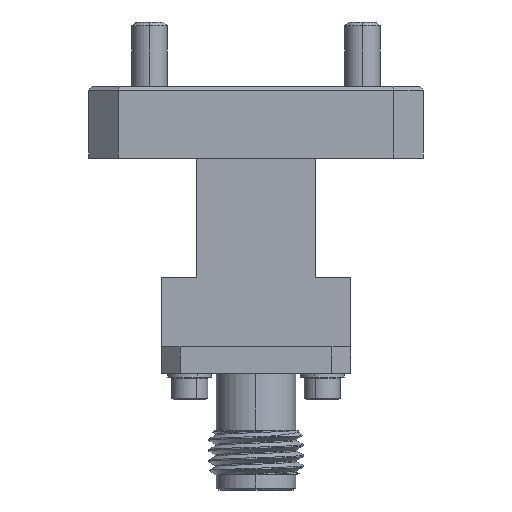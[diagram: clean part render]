
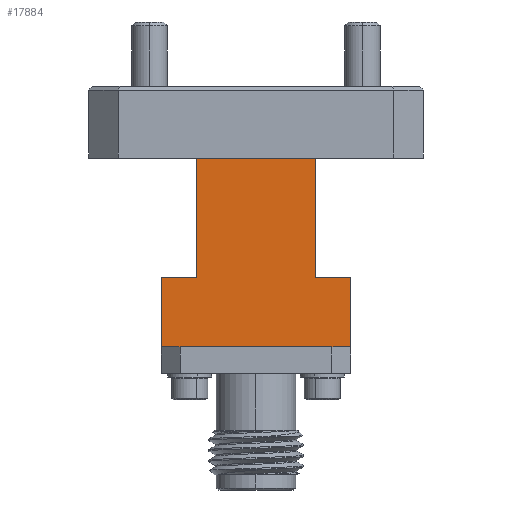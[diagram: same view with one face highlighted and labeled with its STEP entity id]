
A CAD part, left-side view. The second image highlights one B-rep face of the part: STEP entity #17884.
In plain terms, the highlighted planar face has unit normal (-1, 0, 0).
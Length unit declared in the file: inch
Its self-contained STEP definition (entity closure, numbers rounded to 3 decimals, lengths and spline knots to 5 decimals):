
#138 = DIRECTION ( 'NONE',  ( 0., 0., -1. ) ) ;
#199 = LINE ( 'NONE', #19329, #2105 ) ;
#251 = ORIENTED_EDGE ( 'NONE', *, *, #7041, .T. ) ;
#680 = ORIENTED_EDGE ( 'NONE', *, *, #18258, .F. ) ;
#955 = DIRECTION ( 'NONE',  ( 0., 0., 1. ) ) ;
#1137 = LINE ( 'NONE', #12933, #16981 ) ;
#1194 = CARTESIAN_POINT ( 'NONE',  ( -0.25, -0.25, -0.68599 ) ) ;
#1238 = VERTEX_POINT ( 'NONE', #9485 ) ;
#1601 = PLANE ( 'NONE',  #11476 ) ;
#1701 = CARTESIAN_POINT ( 'NONE',  ( -0.25, 0.25, -0.50394 ) ) ;
#2018 = EDGE_CURVE ( 'NONE', #10997, #17252, #2433, .T. ) ;
#2039 = ORIENTED_EDGE ( 'NONE', *, *, #11944, .T. ) ;
#2073 = VERTEX_POINT ( 'NONE', #1701 ) ;
#2105 = VECTOR ( 'NONE', #955, 39.37008 ) ;
#2289 = EDGE_CURVE ( 'NONE', #14326, #7662, #16116, .T. ) ;
#2433 = LINE ( 'NONE', #3303, #6991 ) ;
#2527 = DIRECTION ( 'NONE',  ( 0., -1., 0. ) ) ;
#2587 = VERTEX_POINT ( 'NONE', #1194 ) ;
#2667 = DIRECTION ( 'NONE',  ( 0., 0., -1. ) ) ;
#3033 = CARTESIAN_POINT ( 'NONE',  ( -0.25, -0.25, -0.68599 ) ) ;
#3303 = CARTESIAN_POINT ( 'NONE',  ( -0.25, -0.25, -0.68599 ) ) ;
#3962 = EDGE_CURVE ( 'NONE', #10674, #2073, #8368, .T. ) ;
#4305 = VECTOR ( 'NONE', #13869, 39.37008 ) ;
#4471 = CARTESIAN_POINT ( 'NONE',  ( -0.25, -0.25, -0.50394 ) ) ;
#5366 = VERTEX_POINT ( 'NONE', #19852 ) ;
#5508 = LINE ( 'NONE', #13635, #8832 ) ;
#5760 = EDGE_LOOP ( 'NONE', ( #6328, #13369, #8507, #7065, #14706, #2039, #16602, #680, #5797, #251 ) ) ;
#5797 = ORIENTED_EDGE ( 'NONE', *, *, #3962, .F. ) ;
#6087 = CARTESIAN_POINT ( 'NONE',  ( -0.25, 0.25, -1.3931 ) ) ;
#6125 = EDGE_CURVE ( 'NONE', #1238, #14326, #13142, .T. ) ;
#6328 = ORIENTED_EDGE ( 'NONE', *, *, #2018, .F. ) ;
#6876 = CARTESIAN_POINT ( 'NONE',  ( -0.25, -0.2, -0.68599 ) ) ;
#6991 = VECTOR ( 'NONE', #17150, 39.37008 ) ;
#7041 = EDGE_CURVE ( 'NONE', #10674, #17252, #19375, .T. ) ;
#7065 = ORIENTED_EDGE ( 'NONE', *, *, #2289, .F. ) ;
#7582 = DIRECTION ( 'NONE',  ( 0., 0., 1. ) ) ;
#7662 = VERTEX_POINT ( 'NONE', #4471 ) ;
#7826 = VECTOR ( 'NONE', #2667, 39.37008 ) ;
#8368 = LINE ( 'NONE', #6087, #4305 ) ;
#8487 = CARTESIAN_POINT ( 'NONE',  ( -0.25, 0.2, -0.68599 ) ) ;
#8489 = EDGE_CURVE ( 'NONE', #2587, #7662, #16694, .T. ) ;
#8507 = ORIENTED_EDGE ( 'NONE', *, *, #8489, .T. ) ;
#8832 = VECTOR ( 'NONE', #19876, 39.37008 ) ;
#9116 = CARTESIAN_POINT ( 'NONE',  ( -0.25, -0.25, -1.3931 ) ) ;
#9485 = CARTESIAN_POINT ( 'NONE',  ( -0.25, -0.15748, -0.18898 ) ) ;
#9593 = DIRECTION ( 'NONE',  ( 0., 1., 0. ) ) ;
#9886 = DIRECTION ( 'NONE',  ( 0., -1., 0. ) ) ;
#9993 = FACE_OUTER_BOUND ( 'NONE', #5760, .T. ) ;
#10028 = CARTESIAN_POINT ( 'NONE',  ( -0.25, 0.25, -0.68599 ) ) ;
#10472 = CARTESIAN_POINT ( 'NONE',  ( -0.25, -0.15748, -1.3931 ) ) ;
#10674 = VERTEX_POINT ( 'NONE', #10028 ) ;
#10799 = VECTOR ( 'NONE', #2527, 39.37008 ) ;
#10829 = DIRECTION ( 'NONE',  ( 1., 0., 0. ) ) ;
#10997 = VERTEX_POINT ( 'NONE', #6876 ) ;
#11075 = CARTESIAN_POINT ( 'NONE',  ( -0.25, 0.15748, -0.50394 ) ) ;
#11476 = AXIS2_PLACEMENT_3D ( 'NONE', #13805, #10829, #138 ) ;
#11944 = EDGE_CURVE ( 'NONE', #1238, #5366, #19735, .T. ) ;
#12769 = VECTOR ( 'NONE', #9593, 39.37008 ) ;
#12933 = CARTESIAN_POINT ( 'NONE',  ( -0.25, -0.25, -0.50394 ) ) ;
#13067 = VERTEX_POINT ( 'NONE', #11075 ) ;
#13142 = LINE ( 'NONE', #10472, #7826 ) ;
#13369 = ORIENTED_EDGE ( 'NONE', *, *, #15010, .T. ) ;
#13635 = CARTESIAN_POINT ( 'NONE',  ( -0.25, -0.25, -0.68599 ) ) ;
#13805 = CARTESIAN_POINT ( 'NONE',  ( -0.25, -0.25, -0.75599 ) ) ;
#13829 = DIRECTION ( 'NONE',  ( 0., -1., 0. ) ) ;
#13869 = DIRECTION ( 'NONE',  ( 0., 0., 1. ) ) ;
#14326 = VERTEX_POINT ( 'NONE', #14870 ) ;
#14603 = VECTOR ( 'NONE', #13829, 39.37008 ) ;
#14706 = ORIENTED_EDGE ( 'NONE', *, *, #6125, .F. ) ;
#14870 = CARTESIAN_POINT ( 'NONE',  ( -0.25, -0.15748, -0.50394 ) ) ;
#15010 = EDGE_CURVE ( 'NONE', #10997, #2587, #5508, .T. ) ;
#15973 = VECTOR ( 'NONE', #7582, 39.37008 ) ;
#16116 = LINE ( 'NONE', #17974, #10799 ) ;
#16602 = ORIENTED_EDGE ( 'NONE', *, *, #17535, .F. ) ;
#16694 = LINE ( 'NONE', #9116, #15973 ) ;
#16981 = VECTOR ( 'NONE', #9886, 39.37008 ) ;
#17150 = DIRECTION ( 'NONE',  ( 0., 1., 0. ) ) ;
#17252 = VERTEX_POINT ( 'NONE', #8487 ) ;
#17430 = CARTESIAN_POINT ( 'NONE',  ( -0.25, -0.25, -0.18898 ) ) ;
#17535 = EDGE_CURVE ( 'NONE', #13067, #5366, #199, .T. ) ;
#17884 = ADVANCED_FACE ( 'NONE', ( #9993 ), #1601, .F. ) ;
#17974 = CARTESIAN_POINT ( 'NONE',  ( -0.25, -0.25, -0.50394 ) ) ;
#18258 = EDGE_CURVE ( 'NONE', #2073, #13067, #1137, .T. ) ;
#19329 = CARTESIAN_POINT ( 'NONE',  ( -0.25, 0.15748, -1.3931 ) ) ;
#19375 = LINE ( 'NONE', #3033, #14603 ) ;
#19735 = LINE ( 'NONE', #17430, #12769 ) ;
#19852 = CARTESIAN_POINT ( 'NONE',  ( -0.25, 0.15748, -0.18898 ) ) ;
#19876 = DIRECTION ( 'NONE',  ( 0., -1., 0. ) ) ;
